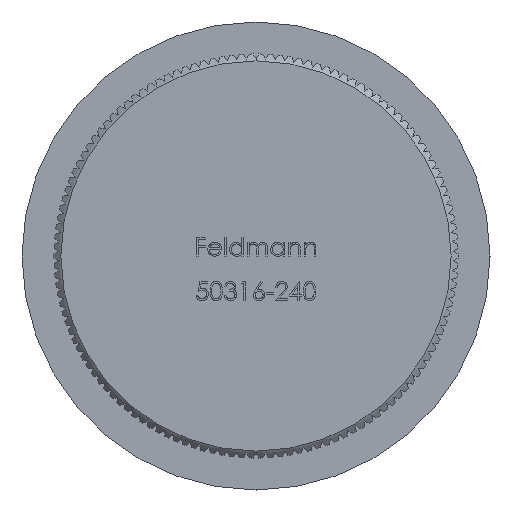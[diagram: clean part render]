
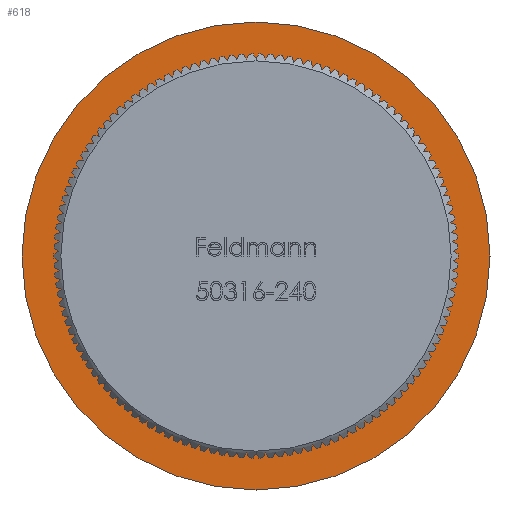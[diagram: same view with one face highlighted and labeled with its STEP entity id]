
A CAD part, front view. The second image highlights one B-rep face of the part: STEP entity #618.
In plain terms, the highlighted planar face has unit normal (0, -1, 0).
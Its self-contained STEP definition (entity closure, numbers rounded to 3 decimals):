
#270 = CARTESIAN_POINT ( 'NONE',  ( 0., 7.8, 0. ) ) ;
#618 = ADVANCED_FACE ( 'NONE', ( #9097, #20992 ), #18964, .T. ) ;
#1027 = EDGE_CURVE ( 'NONE', #14271, #12998, #17151, .T. ) ;
#1397 = EDGE_CURVE ( 'NONE', #16574, #14097, #7794, .T. ) ;
#1425 = AXIS2_PLACEMENT_3D ( 'NONE', #20795, #12514, #4319 ) ;
#1787 = AXIS2_PLACEMENT_3D ( 'NONE', #19141, #16989, #6659 ) ;
#2002 = DIRECTION ( 'NONE',  ( 0., 0., -1. ) ) ;
#2803 = AXIS2_PLACEMENT_3D ( 'NONE', #270, #25153, #6669 ) ;
#3622 = DIRECTION ( 'NONE',  ( 0., -1., 0. ) ) ;
#3829 = CARTESIAN_POINT ( 'NONE',  ( 0., 7.8, 13.85 ) ) ;
#4124 = CIRCLE ( 'NONE', #14476, 13.85 ) ;
#4319 = DIRECTION ( 'NONE',  ( 0., 0., -1. ) ) ;
#4774 = ORIENTED_EDGE ( 'NONE', *, *, #15226, .T. ) ;
#5219 = DIRECTION ( 'NONE',  ( 0., -1., 0. ) ) ;
#5399 = CARTESIAN_POINT ( 'NONE',  ( 0., 7.8, 0. ) ) ;
#6659 = DIRECTION ( 'NONE',  ( 0., 0., -1. ) ) ;
#6669 = DIRECTION ( 'NONE',  ( 0., 0., -1. ) ) ;
#7239 = ORIENTED_EDGE ( 'NONE', *, *, #1027, .T. ) ;
#7628 = ORIENTED_EDGE ( 'NONE', *, *, #1397, .F. ) ;
#7794 = CIRCLE ( 'NONE', #11005, 13.85 ) ;
#8107 = CARTESIAN_POINT ( 'NONE',  ( 0., 7.8, -13.85 ) ) ;
#8535 = CARTESIAN_POINT ( 'NONE',  ( 0., 7.8, 16.85 ) ) ;
#9097 = FACE_OUTER_BOUND ( 'NONE', #14165, .T. ) ;
#9731 = ORIENTED_EDGE ( 'NONE', *, *, #20953, .F. ) ;
#11005 = AXIS2_PLACEMENT_3D ( 'NONE', #26070, #3622, #2002 ) ;
#12514 = DIRECTION ( 'NONE',  ( 0., -1., 0. ) ) ;
#12998 = VERTEX_POINT ( 'NONE', #8535 ) ;
#13217 = CIRCLE ( 'NONE', #2803, 16.85 ) ;
#14097 = VERTEX_POINT ( 'NONE', #3829 ) ;
#14165 = EDGE_LOOP ( 'NONE', ( #7239, #4774 ) ) ;
#14271 = VERTEX_POINT ( 'NONE', #21357 ) ;
#14476 = AXIS2_PLACEMENT_3D ( 'NONE', #5399, #5219, #19571 ) ;
#15226 = EDGE_CURVE ( 'NONE', #12998, #14271, #13217, .T. ) ;
#16574 = VERTEX_POINT ( 'NONE', #8107 ) ;
#16989 = DIRECTION ( 'NONE',  ( 0., -1., 0. ) ) ;
#17151 = CIRCLE ( 'NONE', #1425, 16.85 ) ;
#18964 = PLANE ( 'NONE',  #1787 ) ;
#19141 = CARTESIAN_POINT ( 'NONE',  ( 13.85, 7.8, 0. ) ) ;
#19571 = DIRECTION ( 'NONE',  ( 0., 0., -1. ) ) ;
#20716 = EDGE_LOOP ( 'NONE', ( #7628, #9731 ) ) ;
#20795 = CARTESIAN_POINT ( 'NONE',  ( 0., 7.8, 0. ) ) ;
#20953 = EDGE_CURVE ( 'NONE', #14097, #16574, #4124, .T. ) ;
#20992 = FACE_BOUND ( 'NONE', #20716, .T. ) ;
#21357 = CARTESIAN_POINT ( 'NONE',  ( 0., 7.8, -16.85 ) ) ;
#25153 = DIRECTION ( 'NONE',  ( 0., -1., 0. ) ) ;
#26070 = CARTESIAN_POINT ( 'NONE',  ( 0., 7.8, 0. ) ) ;
